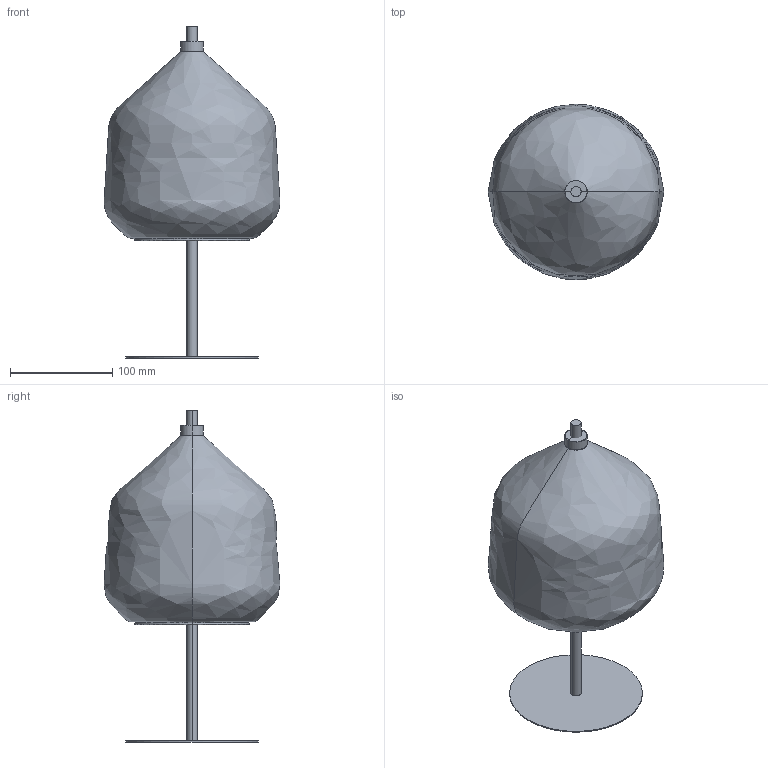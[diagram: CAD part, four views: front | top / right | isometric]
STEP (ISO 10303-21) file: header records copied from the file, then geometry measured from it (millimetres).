
FILE_DESCRIPTION(/* description */ (''),/* implementation_level */ '2;1');
FILE_NAME(/* name */ '174412~1',/* time_stamp */ '2020-05-19T15:30:22+02:00',/* author */ (''),/* organization */ (''),/* preprocessor_version */ 'ST-DEVELOPER v15',/* originating_system */ '',/* authorisation */ '');
FILE_SCHEMA (('AUTOMOTIVE_DESIGN'));
Length unit declared in the file: millimetre
Products named in the file (1): Document
Bounding box: 171.94 x 171.9 x 325 mm (x, y, z)
Volume: 19073.5 mm3; surface area: 291626.9 mm2
Topology: 3 solids, 6 shells, 41 faces, 84 edges, 46 vertices
Faces by surface type: bspline 36, plane 5
Entity records: 1798 total; most frequent: CARTESIAN_POINT 1270, ORIENTED_EDGE 150, EDGE_CURVE 80, VERTEX_POINT 46, ADVANCED_FACE 41, FACE_OUTER_BOUND 41, EDGE_LOOP 41, B_SPLINE_CURVE_WITH_KNOTS 20
